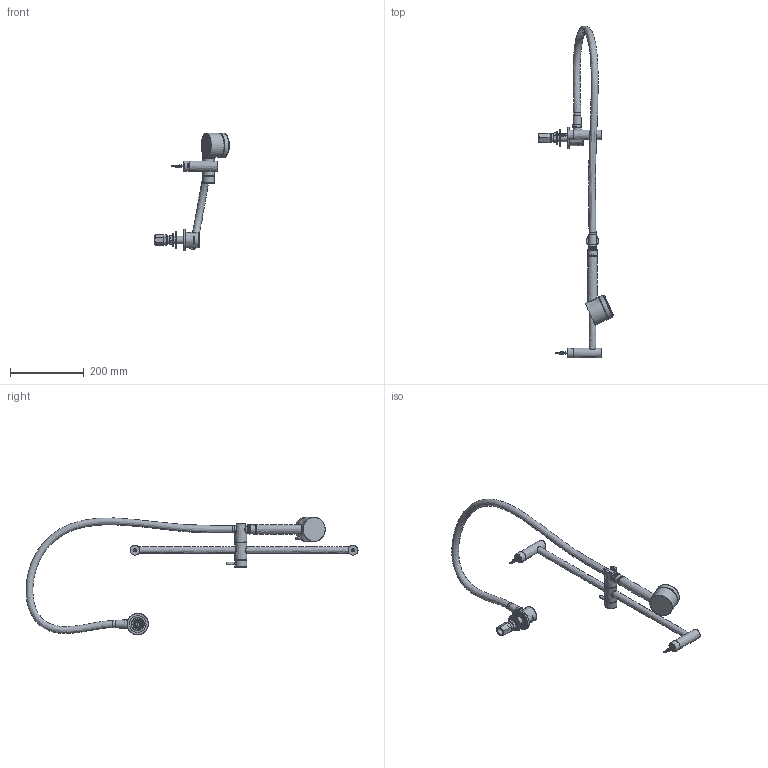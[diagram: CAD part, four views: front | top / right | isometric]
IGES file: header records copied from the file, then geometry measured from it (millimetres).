
Global section: file name: V170A-B; native system: Autodesk Inventor 2018; preprocessor: unknown; author: mblakey; date: 20190705.114426; units: millimetre
Bounding box: 202.5 x 899.85 x 318.54 mm (x, y, z)
Volume: 821034.6 mm3; surface area: 266997.2 mm2
Topology: 27 solids, 27 shells, 1307 faces, 3629 edges, 2546 vertices
Faces by surface type: bspline 1307
